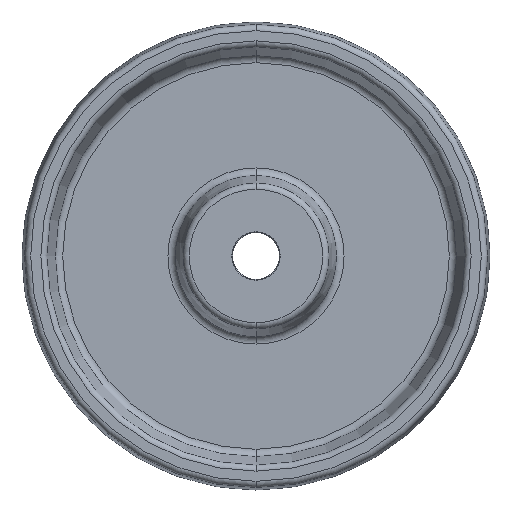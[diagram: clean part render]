
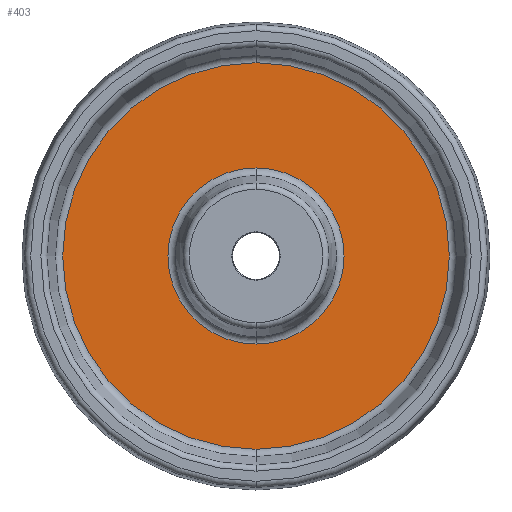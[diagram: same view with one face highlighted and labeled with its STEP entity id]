
A CAD part, left-side view. The second image highlights one B-rep face of the part: STEP entity #403.
In plain terms, the highlighted planar face has unit normal (-1, 0, 0).
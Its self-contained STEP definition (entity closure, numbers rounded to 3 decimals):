
#53 = ORIENTED_EDGE ( 'NONE', *, *, #732, .F. ) ;
#71 = CARTESIAN_POINT ( 'NONE',  ( -7.5, 0., 0. ) ) ;
#103 = DIRECTION ( 'NONE',  ( 0., 0., -1. ) ) ;
#144 = EDGE_LOOP ( 'NONE', ( #53, #283 ) ) ;
#169 = VERTEX_POINT ( 'NONE', #1188 ) ;
#203 = EDGE_CURVE ( 'NONE', #267, #169, #873, .T. ) ;
#240 = DIRECTION ( 'NONE',  ( -1., 0., 0. ) ) ;
#267 = VERTEX_POINT ( 'NONE', #701 ) ;
#283 = ORIENTED_EDGE ( 'NONE', *, *, #695, .F. ) ;
#292 = DIRECTION ( 'NONE',  ( -1., 0., 0. ) ) ;
#323 = FACE_OUTER_BOUND ( 'NONE', #381, .T. ) ;
#327 = ORIENTED_EDGE ( 'NONE', *, *, #634, .F. ) ;
#337 = DIRECTION ( 'NONE',  ( 0., 0., -1. ) ) ;
#381 = EDGE_LOOP ( 'NONE', ( #327, #515 ) ) ;
#403 = ADVANCED_FACE ( 'NONE', ( #1156, #323 ), #884, .T. ) ;
#406 = DIRECTION ( 'NONE',  ( 0., 0., -1. ) ) ;
#407 = CIRCLE ( 'NONE', #423, 123.896 ) ;
#419 = DIRECTION ( 'NONE',  ( 1., 0., 0. ) ) ;
#423 = AXIS2_PLACEMENT_3D ( 'NONE', #867, #493, #103 ) ;
#467 = CIRCLE ( 'NONE', #968, 56.456 ) ;
#474 = VERTEX_POINT ( 'NONE', #1194 ) ;
#493 = DIRECTION ( 'NONE',  ( 1., 0., 0. ) ) ;
#515 = ORIENTED_EDGE ( 'NONE', *, *, #203, .F. ) ;
#633 = DIRECTION ( 'NONE',  ( 0., 0., -1. ) ) ;
#634 = EDGE_CURVE ( 'NONE', #169, #267, #407, .T. ) ;
#690 = VERTEX_POINT ( 'NONE', #757 ) ;
#695 = EDGE_CURVE ( 'NONE', #474, #690, #467, .T. ) ;
#701 = CARTESIAN_POINT ( 'NONE',  ( -7.5, 0., 123.896 ) ) ;
#716 = DIRECTION ( 'NONE',  ( 0., 0., -1. ) ) ;
#732 = EDGE_CURVE ( 'NONE', #690, #474, #780, .T. ) ;
#757 = CARTESIAN_POINT ( 'NONE',  ( -7.5, 0., -56.456 ) ) ;
#780 = CIRCLE ( 'NONE', #1068, 56.456 ) ;
#784 = AXIS2_PLACEMENT_3D ( 'NONE', #71, #419, #337 ) ;
#795 = AXIS2_PLACEMENT_3D ( 'NONE', #1166, #240, #716 ) ;
#867 = CARTESIAN_POINT ( 'NONE',  ( -7.5, 0., 0. ) ) ;
#873 = CIRCLE ( 'NONE', #784, 123.896 ) ;
#884 = PLANE ( 'NONE',  #795 ) ;
#938 = CARTESIAN_POINT ( 'NONE',  ( -7.5, 0., 0. ) ) ;
#968 = AXIS2_PLACEMENT_3D ( 'NONE', #1149, #1126, #406 ) ;
#1068 = AXIS2_PLACEMENT_3D ( 'NONE', #938, #292, #633 ) ;
#1126 = DIRECTION ( 'NONE',  ( -1., 0., 0. ) ) ;
#1149 = CARTESIAN_POINT ( 'NONE',  ( -7.5, 0., 0. ) ) ;
#1156 = FACE_BOUND ( 'NONE', #144, .T. ) ;
#1166 = CARTESIAN_POINT ( 'NONE',  ( -7.5, 127.5, 0. ) ) ;
#1188 = CARTESIAN_POINT ( 'NONE',  ( -7.5, 0., -123.896 ) ) ;
#1194 = CARTESIAN_POINT ( 'NONE',  ( -7.5, 0., 56.456 ) ) ;
